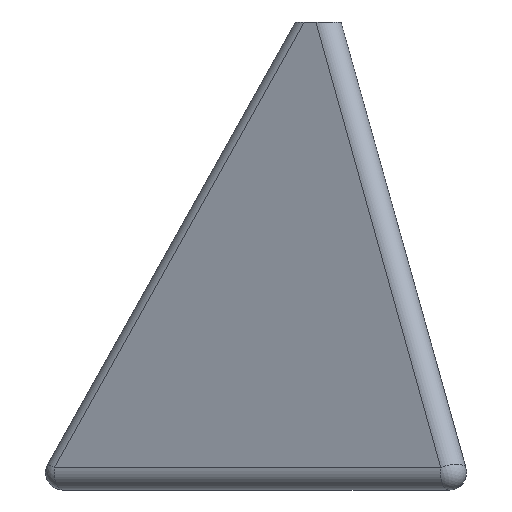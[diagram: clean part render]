
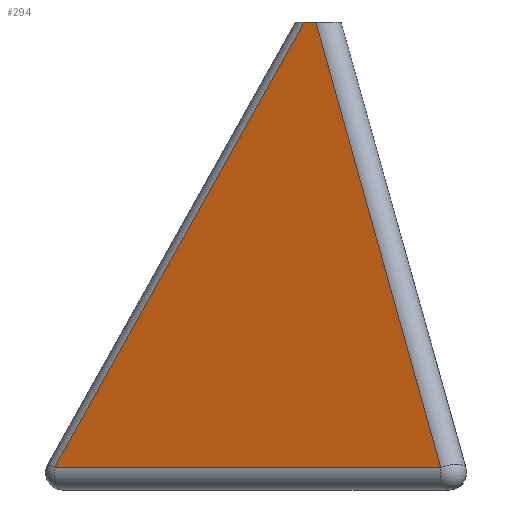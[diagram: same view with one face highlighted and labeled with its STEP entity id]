
A CAD part, front view. The second image highlights one B-rep face of the part: STEP entity #294.
In plain terms, the highlighted planar face has unit normal (-0.482, -0.834, 0.27).
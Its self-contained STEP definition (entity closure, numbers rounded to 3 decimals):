
#24=PLANE('',#340);
#30=LINE('',#537,#43);
#37=LINE('',#562,#50);
#38=LINE('',#565,#51);
#43=VECTOR('',#378,10.);
#50=VECTOR('',#411,10.);
#51=VECTOR('',#416,10.);
#72=FACE_OUTER_BOUND('',#91,.T.);
#91=EDGE_LOOP('',(#249,#250,#251,#252));
#102=B_SPLINE_CURVE_WITH_KNOTS('',3,(#466,#467,#468,#469,#470,#471,#472,
#473,#474,#475),.UNSPECIFIED.,.F.,.F.,(4,2,2,2,4),(-0.221,-0.221,
-0.192,-0.163,-0.162),.UNSPECIFIED.);
#131=VERTEX_POINT('',#460);
#132=VERTEX_POINT('',#465);
#143=VERTEX_POINT('',#535);
#148=VERTEX_POINT('',#561);
#157=EDGE_CURVE('',#131,#132,#102,.T.);
#170=EDGE_CURVE('',#143,#131,#30,.T.);
#182=EDGE_CURVE('',#132,#148,#37,.T.);
#184=EDGE_CURVE('',#148,#143,#38,.T.);
#249=ORIENTED_EDGE('',*,*,#157,.F.);
#250=ORIENTED_EDGE('',*,*,#170,.F.);
#251=ORIENTED_EDGE('',*,*,#184,.F.);
#252=ORIENTED_EDGE('',*,*,#182,.F.);
#294=ADVANCED_FACE('',(#72),#24,.F.);
#340=AXIS2_PLACEMENT_3D('',#564,#414,#415);
#378=DIRECTION('',(0.489,0.,0.873));
#411=DIRECTION('',(0.244,-0.423,-0.873));
#414=DIRECTION('center_axis',(0.482,0.834,-0.27));
#415=DIRECTION('ref_axis',(-0.488,0.,-0.873));
#416=DIRECTION('',(-0.866,0.5,0.));
#460=CARTESIAN_POINT('',(-0.751,-0.667,21.596));
#465=CARTESIAN_POINT('',(-0.203,-0.983,21.596));
#466=CARTESIAN_POINT('Ctrl Pts',(-0.751,-0.667,
21.596));
#467=CARTESIAN_POINT('Ctrl Pts',(-0.749,-0.668,
21.596));
#468=CARTESIAN_POINT('Ctrl Pts',(-0.748,-0.669,
21.596));
#469=CARTESIAN_POINT('Ctrl Pts',(-0.663,-0.719,21.592));
#470=CARTESIAN_POINT('Ctrl Pts',(-0.563,-0.779,
21.585));
#471=CARTESIAN_POINT('Ctrl Pts',(-0.394,-0.877,
21.585));
#472=CARTESIAN_POINT('Ctrl Pts',(-0.292,-0.933,
21.592));
#473=CARTESIAN_POINT('Ctrl Pts',(-0.206,-0.982,21.596));
#474=CARTESIAN_POINT('Ctrl Pts',(-0.205,-0.983,
21.596));
#475=CARTESIAN_POINT('Ctrl Pts',(-0.203,-0.983,21.596));
#535=CARTESIAN_POINT('',(-12.276,-0.662,1.016));
#537=CARTESIAN_POINT('',(-2.848,-0.666,17.851));
#561=CARTESIAN_POINT('',(5.555,-10.967,1.016));
#562=CARTESIAN_POINT('',(2.708,-6.029,11.194));
#564=CARTESIAN_POINT('Origin',(-2.272,-3.931,8.783));
#565=CARTESIAN_POINT('',(-8.609,-2.781,1.016));
